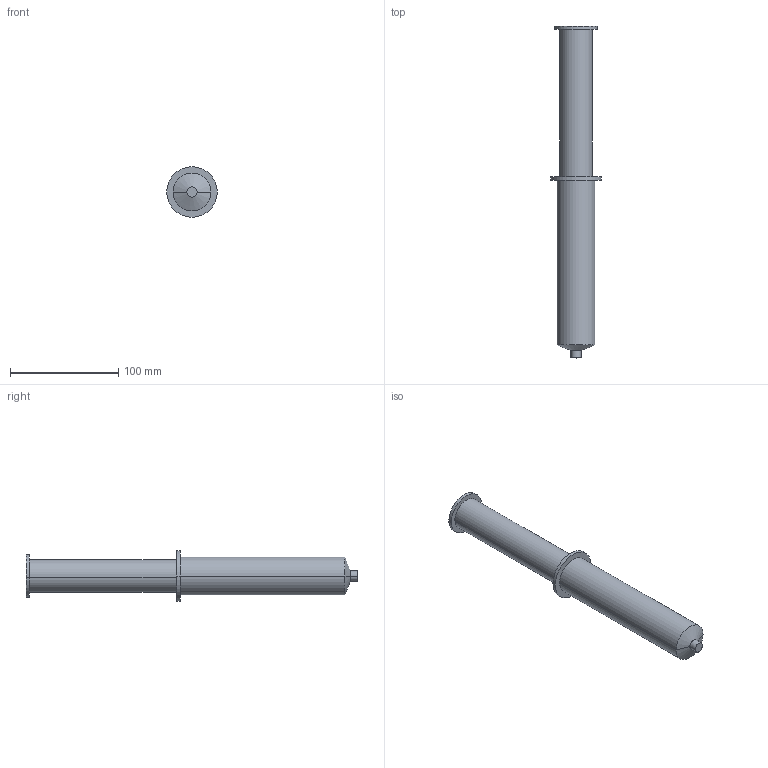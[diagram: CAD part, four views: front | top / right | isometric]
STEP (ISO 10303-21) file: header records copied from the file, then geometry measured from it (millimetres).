
FILE_DESCRIPTION (( 'STEP AP214' ), '1' );
FILE_NAME ('Z³o¿enie strzykawki 100ml.STEP', '2025-04-17T14:03:43', ( '' ), ( '' ), 'SwSTEP 2.0', 'SolidWorks 2024', '' );
FILE_SCHEMA (( 'AUTOMOTIVE_DESIGN' ));
Length unit declared in the file: millimetre
Products named in the file (3): Dół strzykawki; Złożenie strzykawki 100ml; tłoczek
Assembly tree (2 placements, depth 2):
  Złożenie strzykawki 100ml
    Dół strzykawki
    tłoczek
Bounding box: 46.5 x 306.13 x 46.5 mm (x, y, z)
Volume: 258039 mm3; surface area: 37029.3 mm2
Topology: 2 solids, 2 shells, 18 faces, 32 edges, 20 vertices
Faces by surface type: cylinder 10, plane 6, cone 2
Entity records: 532 total; most frequent: DIRECTION 98, CARTESIAN_POINT 75, ORIENTED_EDGE 64, AXIS2_PLACEMENT_3D 43, EDGE_CURVE 32, EDGE_LOOP 20, CIRCLE 20, VERTEX_POINT 20
